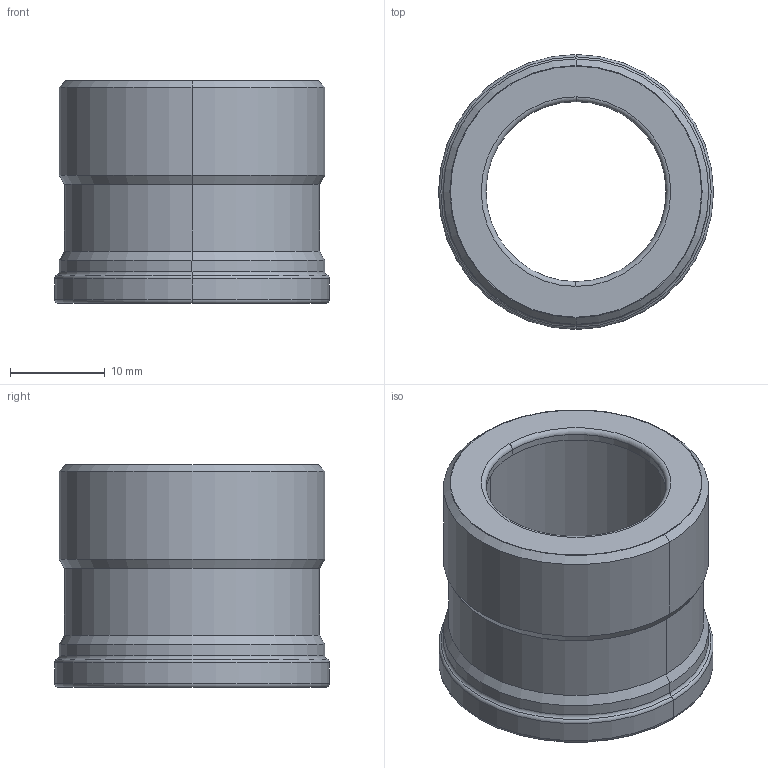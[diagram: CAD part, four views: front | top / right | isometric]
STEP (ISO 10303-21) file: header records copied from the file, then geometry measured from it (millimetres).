
FILE_DESCRIPTION((''),'2;1');
FILE_NAME('4027041184','2023-08-30T15:38:24',('a00565553'),(''),'CREO PARAMETRIC BY PTC INC, 2022414','CREO PARAMETRIC BY PTC INC, 2022414','');
FILE_SCHEMA(('CONFIG_CONTROL_DESIGN','GEOMETRIC_VALIDATION_PROPERTIES_MIM'));
Length unit declared in the file: millimetre
Products named in the file (1): 4027041184
Bounding box: 29 x 29 x 23.5 mm (x, y, z)
Volume: 2471.1 mm3; surface area: 5506.3 mm2
Topology: 1 solids, 2 shells, 34 faces, 70 edges, 40 vertices
Faces by surface type: cylinder 14, torus 10, cone 6, plane 4
Entity records: 1310 total; most frequent: CARTESIAN_POINT 191, DIRECTION 186, ORIENTED_EDGE 136, AXIS2_PLACEMENT_3D 83, PRESENTATION_STYLE_ASSIGNMENT 72, STYLED_ITEM 72, CURVE_STYLE 70, EDGE_CURVE 70
